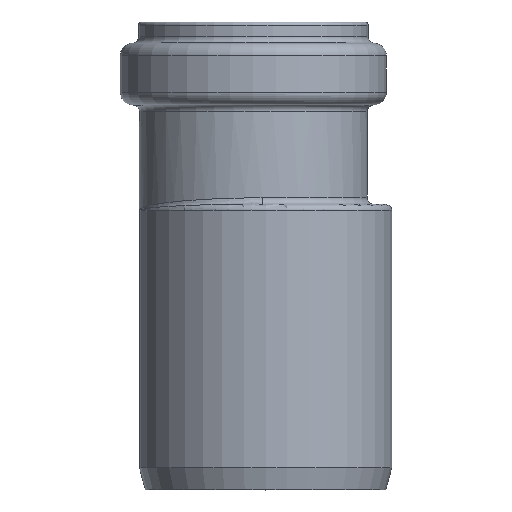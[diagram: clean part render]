
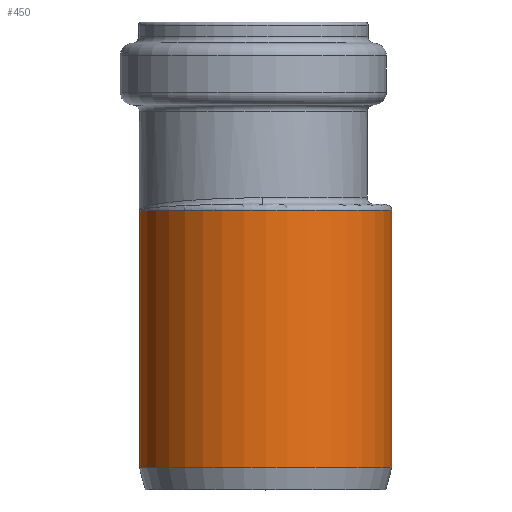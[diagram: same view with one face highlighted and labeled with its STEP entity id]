
A CAD part, top view. The second image highlights one B-rep face of the part: STEP entity #450.
In plain terms, the highlighted cylindrical face has radius 20.1 mm (diameter 40.2 mm), a full revolution.
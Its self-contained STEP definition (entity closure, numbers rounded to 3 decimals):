
#53=FACE_BOUND('',#184,.T.);
#69=CYLINDRICAL_SURFACE('',#525,20.1);
#119=FACE_OUTER_BOUND('',#183,.T.);
#183=EDGE_LOOP('',(#407));
#184=EDGE_LOOP('',(#408));
#199=CIRCLE('',#461,20.1);
#232=CIRCLE('',#526,20.1);
#236=VERTEX_POINT('',#738);
#270=VERTEX_POINT('',#982);
#280=EDGE_CURVE('',#236,#236,#199,.T.);
#317=EDGE_CURVE('',#270,#270,#232,.T.);
#407=ORIENTED_EDGE('',*,*,#280,.T.);
#408=ORIENTED_EDGE('',*,*,#317,.F.);
#450=ADVANCED_FACE('',(#119,#53),#69,.T.);
#461=AXIS2_PLACEMENT_3D('',#850,#544,#545);
#525=AXIS2_PLACEMENT_3D('',#981,#674,#675);
#526=AXIS2_PLACEMENT_3D('',#983,#676,#677);
#544=DIRECTION('center_axis',(0.,-1.,0.));
#545=DIRECTION('ref_axis',(1.,0.,0.));
#674=DIRECTION('center_axis',(0.,-1.,0.));
#675=DIRECTION('ref_axis',(1.,0.,0.));
#676=DIRECTION('center_axis',(0.,-1.,0.));
#677=DIRECTION('ref_axis',(1.,0.,0.));
#738=CARTESIAN_POINT('',(-20.1,44.5,0.));
#850=CARTESIAN_POINT('Origin',(0.,44.5,0.));
#981=CARTESIAN_POINT('Origin',(0.,24.,0.));
#982=CARTESIAN_POINT('',(20.1,3.5,0.));
#983=CARTESIAN_POINT('Origin',(0.,3.5,0.));
